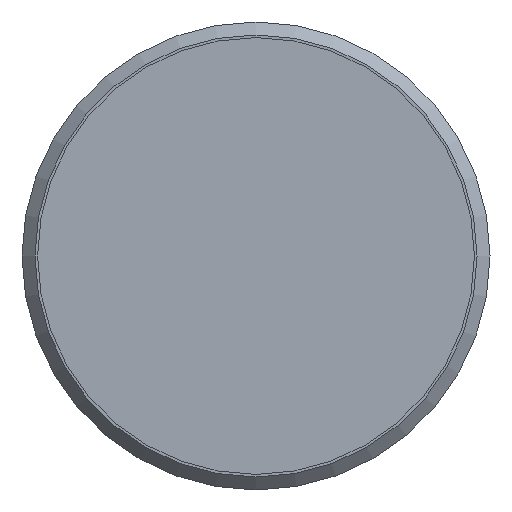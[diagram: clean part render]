
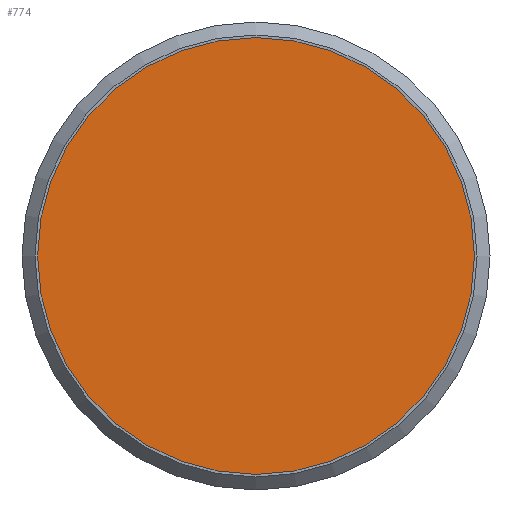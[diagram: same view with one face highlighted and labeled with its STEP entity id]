
A CAD part, front view. The second image highlights one B-rep face of the part: STEP entity #774.
In plain terms, the highlighted planar face has unit normal (0, -1, 0).
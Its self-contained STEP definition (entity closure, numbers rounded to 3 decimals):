
#59=PLANE('',#889);
#99=FACE_OUTER_BOUND('',#162,.T.);
#162=EDGE_LOOP('',(#604));
#292=CIRCLE('',#887,8.4);
#354=VERTEX_POINT('',#1322);
#440=EDGE_CURVE('',#354,#354,#292,.T.);
#604=ORIENTED_EDGE('',*,*,#440,.T.);
#774=ADVANCED_FACE('',(#99),#59,.T.);
#887=AXIS2_PLACEMENT_3D('',#1323,#1099,#1100);
#889=AXIS2_PLACEMENT_3D('',#1327,#1104,#1105);
#1099=DIRECTION('center_axis',(0.,-1.,0.));
#1100=DIRECTION('ref_axis',(1.,0.,0.));
#1104=DIRECTION('center_axis',(0.,-1.,0.));
#1105=DIRECTION('ref_axis',(0.,0.,
-1.));
#1322=CARTESIAN_POINT('',(-8.4,-1.,0.));
#1323=CARTESIAN_POINT('Origin',(0.,-1.,
0.));
#1327=CARTESIAN_POINT('Origin',(4.2,-1.,0.));
